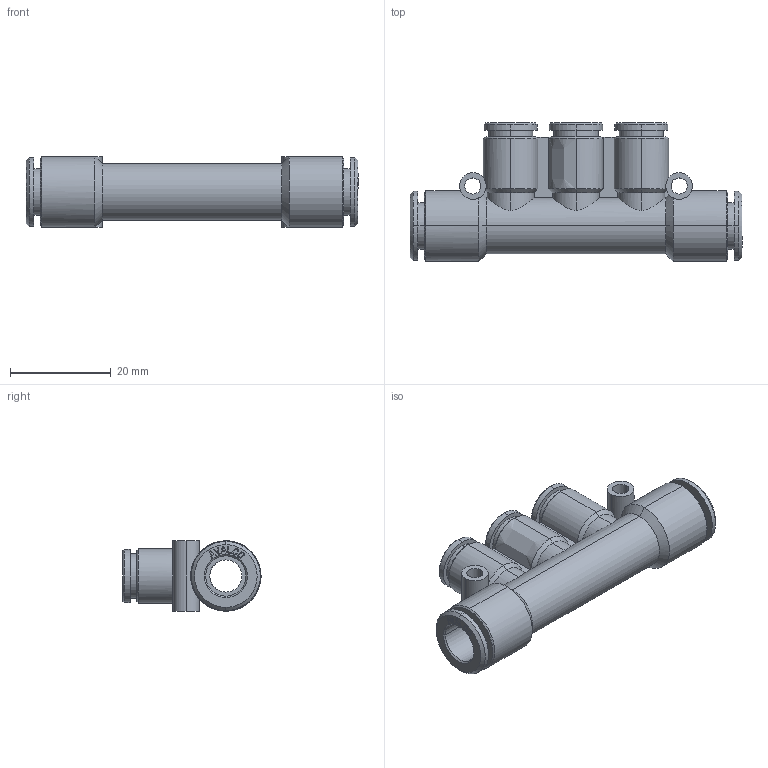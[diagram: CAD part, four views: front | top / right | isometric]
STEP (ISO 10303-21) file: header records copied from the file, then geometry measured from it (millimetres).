
FILE_DESCRIPTION(( 'RT.62.08.04.stp' ), '1');
FILE_NAME( 'RT.62.08.04.stp', '2021-02-22T15:53:31',( 'Sopra'),('sopra-pneumatic.com'), 'SwSTEP 2.0','SolidWorks 2009','' );
FILE_SCHEMA(('CONFIG_CONTROL_DESIGN'));
Length unit declared in the file: millimetre
Products named in the file (1): PR840-08-04
Bounding box: 66 x 27.46 x 14 mm (x, y, z)
Volume: 8786.7 mm3; surface area: 7639.3 mm2
Topology: 1 solids, 1 shells, 385 faces, 1395 edges, 1042 vertices
Faces by surface type: plane 258, cylinder 72, cone 49, bspline 6
Entity records: 15825 total; most frequent: CARTESIAN_POINT 4555, ORIENTED_EDGE 2790, DIRECTION 1677, EDGE_CURVE 1395, VERTEX_POINT 1042, VECTOR 776, LINE 776, AXIS2_PLACEMENT_3D 539
